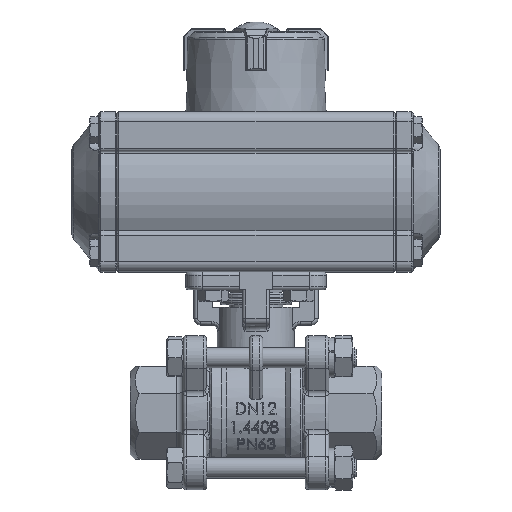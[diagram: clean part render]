
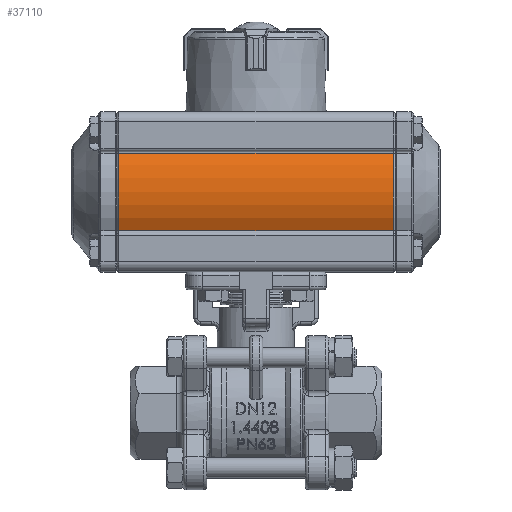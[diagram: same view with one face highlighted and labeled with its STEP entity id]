
A CAD part, top view. The second image highlights one B-rep face of the part: STEP entity #37110.
In plain terms, the highlighted cylindrical face has radius 23.7 mm (diameter 47.4 mm), a partial arc.
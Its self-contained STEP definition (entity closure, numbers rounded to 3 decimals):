
#4105=LINE('',#92820,#5878);
#4108=LINE('',#92827,#5881);
#5878=VECTOR('',#44763,1000.);
#5881=VECTOR('',#44770,1000.);
#12585=ORIENTED_EDGE('',*,*,#18289,.F.);
#12586=ORIENTED_EDGE('',*,*,#18481,.T.);
#12587=ORIENTED_EDGE('',*,*,#18293,.T.);
#12588=ORIENTED_EDGE('',*,*,#18263,.T.);
#18263=EDGE_CURVE('',#21722,#21717,#23234,.T.);
#18289=EDGE_CURVE('',#21756,#21717,#4105,.T.);
#18293=EDGE_CURVE('',#21757,#21722,#4108,.T.);
#18481=EDGE_CURVE('',#21756,#21757,#23315,.T.);
#21717=VERTEX_POINT('',#92727);
#21722=VERTEX_POINT('',#92738);
#21756=VERTEX_POINT('',#92819);
#21757=VERTEX_POINT('',#92824);
#23234=CIRCLE('',#39296,23.7);
#23315=CIRCLE('',#39446,23.7);
#25153=EDGE_LOOP('',(#12585,#12586,#12587,#12588));
#27254=FACE_BOUND('',#25153,.T.);
#28237=CYLINDRICAL_SURFACE('',#39445,23.7);
#37110=ADVANCED_FACE('',(#27254),#28237,.T.);
#39296=AXIS2_PLACEMENT_3D('',#92737,#44669,#44670);
#39445=AXIS2_PLACEMENT_3D('',#93446,#45059,#45060);
#39446=AXIS2_PLACEMENT_3D('',#93447,#45061,#45062);
#44669=DIRECTION('',(0.,0.,1.));
#44670=DIRECTION('',(1.,0.,0.));
#44763=DIRECTION('',(0.,0.,-1.));
#44770=DIRECTION('',(0.,0.,-1.));
#45059=DIRECTION('',(0.,0.,-1.));
#45060=DIRECTION('',(-1.,0.,0.));
#45061=DIRECTION('',(0.,0.,-1.));
#45062=DIRECTION('',(1.,0.,0.));
#92727=CARTESIAN_POINT('',(20.693,11.554,-40.9));
#92737=CARTESIAN_POINT('',(0.,0.,-40.9));
#92738=CARTESIAN_POINT('',(20.693,-11.554,-40.9));
#92819=CARTESIAN_POINT('',(20.693,11.554,40.9));
#92820=CARTESIAN_POINT('',(20.693,11.554,41.5));
#92824=CARTESIAN_POINT('',(20.693,-11.554,40.9));
#92827=CARTESIAN_POINT('',(20.693,-11.554,41.5));
#93446=CARTESIAN_POINT('',(0.,0.,41.5));
#93447=CARTESIAN_POINT('',(0.,0.,40.9));
